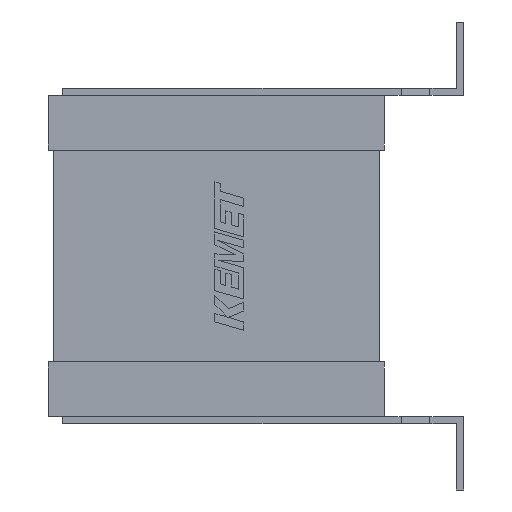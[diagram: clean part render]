
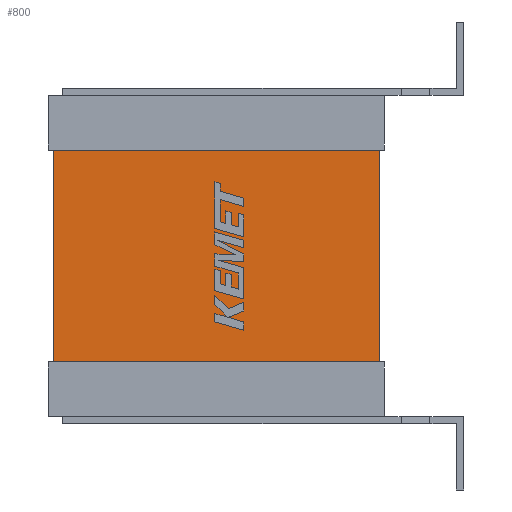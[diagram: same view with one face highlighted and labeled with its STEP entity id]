
A CAD part, left-side view. The second image highlights one B-rep face of the part: STEP entity #800.
In plain terms, the highlighted planar face has unit normal (-1, 0, 0).
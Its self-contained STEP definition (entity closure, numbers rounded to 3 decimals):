
#693 = CARTESIAN_POINT ( 'NONE',  ( 0.1, 6.893, -5.547 ) ) ;
#731 = VERTEX_POINT ( 'NONE', #7588 ) ;
#783 = DIRECTION ( 'NONE',  ( 0., -1., 0. ) ) ;
#800 = ADVANCED_FACE ( 'NONE', ( #920 ), #6148, .F. ) ;
#844 = VECTOR ( 'NONE', #1167, 1000. ) ;
#920 = FACE_OUTER_BOUND ( 'NONE', #3480, .T. ) ;
#1167 = DIRECTION ( 'NONE',  ( 0., 0., 1. ) ) ;
#1578 = VERTEX_POINT ( 'NONE', #2777 ) ;
#1812 = DIRECTION ( 'NONE',  ( 0., 0., 1. ) ) ;
#1910 = AXIS2_PLACEMENT_3D ( 'NONE', #3145, #5375, #1812 ) ;
#1939 = CARTESIAN_POINT ( 'NONE',  ( 0.1, 0.1, -5.547 ) ) ;
#2532 = EDGE_CURVE ( 'NONE', #9453, #1578, #2794, .T. ) ;
#2777 = CARTESIAN_POINT ( 'NONE',  ( 0.1, 0.1, -1.138 ) ) ;
#2794 = LINE ( 'NONE', #1939, #844 ) ;
#3145 = CARTESIAN_POINT ( 'NONE',  ( 0.1, 0., 0. ) ) ;
#3170 = VECTOR ( 'NONE', #7896, 1000. ) ;
#3424 = LINE ( 'NONE', #6010, #3890 ) ;
#3480 = EDGE_LOOP ( 'NONE', ( #4174, #3976, #8438, #6111 ) ) ;
#3890 = VECTOR ( 'NONE', #8950, 1000. ) ;
#3976 = ORIENTED_EDGE ( 'NONE', *, *, #5700, .F. ) ;
#4174 = ORIENTED_EDGE ( 'NONE', *, *, #2532, .T. ) ;
#4198 = EDGE_CURVE ( 'NONE', #9453, #7723, #7744, .T. ) ;
#5115 = CARTESIAN_POINT ( 'NONE',  ( 0.1, 0.1, -5.547 ) ) ;
#5375 = DIRECTION ( 'NONE',  ( 1., 0., 0. ) ) ;
#5700 = EDGE_CURVE ( 'NONE', #731, #1578, #7704, .T. ) ;
#6010 = CARTESIAN_POINT ( 'NONE',  ( 0.1, 6.893, -5.547 ) ) ;
#6111 = ORIENTED_EDGE ( 'NONE', *, *, #4198, .F. ) ;
#6148 = PLANE ( 'NONE',  #1910 ) ;
#6753 = EDGE_CURVE ( 'NONE', #7723, #731, #3424, .T. ) ;
#7010 = VECTOR ( 'NONE', #783, 1000. ) ;
#7230 = CARTESIAN_POINT ( 'NONE',  ( 0.1, 6.993, -1.138 ) ) ;
#7588 = CARTESIAN_POINT ( 'NONE',  ( 0.1, 6.893, -1.138 ) ) ;
#7704 = LINE ( 'NONE', #7230, #7010 ) ;
#7723 = VERTEX_POINT ( 'NONE', #693 ) ;
#7744 = LINE ( 'NONE', #8538, #3170 ) ;
#7896 = DIRECTION ( 'NONE',  ( 0., 1., 0. ) ) ;
#8438 = ORIENTED_EDGE ( 'NONE', *, *, #6753, .F. ) ;
#8538 = CARTESIAN_POINT ( 'NONE',  ( 0.1, 6.993, -5.547 ) ) ;
#8950 = DIRECTION ( 'NONE',  ( 0., 0., 1. ) ) ;
#9453 = VERTEX_POINT ( 'NONE', #5115 ) ;
